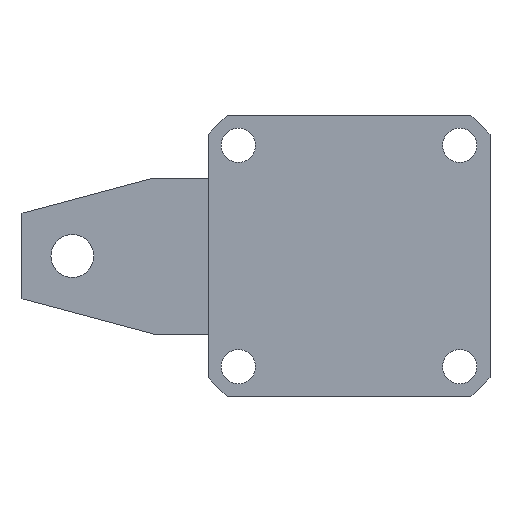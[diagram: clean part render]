
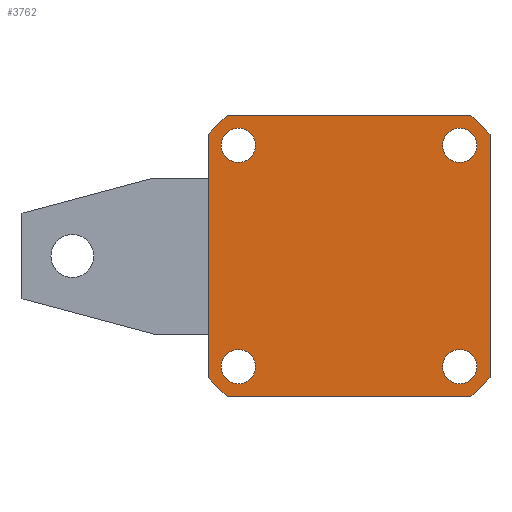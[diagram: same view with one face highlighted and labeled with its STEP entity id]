
A CAD part, front view. The second image highlights one B-rep face of the part: STEP entity #3762.
In plain terms, the highlighted planar face has unit normal (0, -1, 0).
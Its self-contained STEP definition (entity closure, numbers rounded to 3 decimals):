
#156 = DIRECTION ( 'NONE',  ( -1., 0., 0. ) ) ;
#157 = CARTESIAN_POINT ( 'NONE',  ( -28., 0., -28. ) ) ;
#191 = DIRECTION ( 'NONE',  ( 0., 0., -1. ) ) ;
#193 = CARTESIAN_POINT ( 'NONE',  ( 28., 0., 28. ) ) ;
#211 = VECTOR ( 'NONE', #156, 1000. ) ;
#234 = VERTEX_POINT ( 'NONE', #4863 ) ;
#255 = FACE_OUTER_BOUND ( 'NONE', #2932, .T. ) ;
#348 = FACE_BOUND ( 'NONE', #2836, .T. ) ;
#357 = FACE_BOUND ( 'NONE', #2827, .T. ) ;
#358 = FACE_BOUND ( 'NONE', #2905, .T. ) ;
#359 = FACE_BOUND ( 'NONE', #2854, .T. ) ;
#409 = VERTEX_POINT ( 'NONE', #4932 ) ;
#477 = LINE ( 'NONE', #5077, #885 ) ;
#545 = CIRCLE ( 'NONE', #1371, 3.4 ) ;
#568 = VECTOR ( 'NONE', #5223, 1000. ) ;
#569 = CIRCLE ( 'NONE', #1087, 37. ) ;
#679 = VERTEX_POINT ( 'NONE', #4893 ) ;
#683 = CIRCLE ( 'NONE', #1369, 37. ) ;
#688 = CIRCLE ( 'NONE', #933, 3.4 ) ;
#699 = CIRCLE ( 'NONE', #1335, 3.4 ) ;
#785 = CIRCLE ( 'NONE', #1433, 3.4 ) ;
#845 = CIRCLE ( 'NONE', #1155, 3.4 ) ;
#874 = CIRCLE ( 'NONE', #1417, 37. ) ;
#885 = VECTOR ( 'NONE', #5075, 1000. ) ;
#895 = LINE ( 'NONE', #5261, #568 ) ;
#926 = VECTOR ( 'NONE', #191, 1000. ) ;
#933 = AXIS2_PLACEMENT_3D ( 'NONE', #4462, #4461, #4460 ) ;
#982 = LINE ( 'NONE', #157, #211 ) ;
#989 = VERTEX_POINT ( 'NONE', #4780 ) ;
#1030 = CIRCLE ( 'NONE', #1427, 3.4 ) ;
#1037 = CIRCLE ( 'NONE', #1441, 3.4 ) ;
#1043 = CIRCLE ( 'NONE', #1120, 37. ) ;
#1084 = CIRCLE ( 'NONE', #1378, 3.4 ) ;
#1087 = AXIS2_PLACEMENT_3D ( 'NONE', #3905, #3904, #3903 ) ;
#1120 = AXIS2_PLACEMENT_3D ( 'NONE', #3900, #3899, #3898 ) ;
#1155 = AXIS2_PLACEMENT_3D ( 'NONE', #2318, #2317, #2316 ) ;
#1198 = LINE ( 'NONE', #193, #926 ) ;
#1234 = EDGE_CURVE ( 'NONE', #2743, #234, #845, .T. ) ;
#1335 = AXIS2_PLACEMENT_3D ( 'NONE', #5046, #5045, #5044 ) ;
#1369 = AXIS2_PLACEMENT_3D ( 'NONE', #3912, #3910, #3909 ) ;
#1371 = AXIS2_PLACEMENT_3D ( 'NONE', #5158, #5154, #5153 ) ;
#1378 = AXIS2_PLACEMENT_3D ( 'NONE', #5072, #5070, #5069 ) ;
#1401 = AXIS2_PLACEMENT_3D ( 'NONE', #4079, #3964, #4262 ) ;
#1417 = AXIS2_PLACEMENT_3D ( 'NONE', #5169, #5155, #5141 ) ;
#1427 = AXIS2_PLACEMENT_3D ( 'NONE', #4458, #4457, #4456 ) ;
#1433 = AXIS2_PLACEMENT_3D ( 'NONE', #4501, #4499, #4494 ) ;
#1441 = AXIS2_PLACEMENT_3D ( 'NONE', #4357, #4355, #4354 ) ;
#2316 = DIRECTION ( 'NONE',  ( 0., 0., -1. ) ) ;
#2317 = DIRECTION ( 'NONE',  ( 0., -1., 0. ) ) ;
#2318 = CARTESIAN_POINT ( 'NONE',  ( 22., 0., -22. ) ) ;
#2714 = VERTEX_POINT ( 'NONE', #5776 ) ;
#2718 = VERTEX_POINT ( 'NONE', #5772 ) ;
#2719 = VERTEX_POINT ( 'NONE', #5771 ) ;
#2723 = VERTEX_POINT ( 'NONE', #5763 ) ;
#2729 = VERTEX_POINT ( 'NONE', #5750 ) ;
#2734 = VERTEX_POINT ( 'NONE', #5744 ) ;
#2739 = VERTEX_POINT ( 'NONE', #5738 ) ;
#2743 = VERTEX_POINT ( 'NONE', #5732 ) ;
#2748 = VERTEX_POINT ( 'NONE', #5725 ) ;
#2760 = VERTEX_POINT ( 'NONE', #5709 ) ;
#2827 = EDGE_LOOP ( 'NONE', ( #4590, #4591 ) ) ;
#2836 = EDGE_LOOP ( 'NONE', ( #4593, #4594 ) ) ;
#2854 = EDGE_LOOP ( 'NONE', ( #4602, #4603 ) ) ;
#2905 = EDGE_LOOP ( 'NONE', ( #4595, #4599 ) ) ;
#2932 = EDGE_LOOP ( 'NONE', ( #4607, #4611, #4633, #4632, #4621, #4619, #4618, #4596 ) ) ;
#3205 = VERTEX_POINT ( 'NONE', #5621 ) ;
#3217 = VERTEX_POINT ( 'NONE', #5591 ) ;
#3762 = ADVANCED_FACE ( 'NONE', ( #357, #348, #358, #359, #255 ), #4044, .T. ) ;
#3898 = DIRECTION ( 'NONE',  ( 0., 0., -1. ) ) ;
#3899 = DIRECTION ( 'NONE',  ( 0., -1., 0. ) ) ;
#3900 = CARTESIAN_POINT ( 'NONE',  ( 0., 0., 0. ) ) ;
#3903 = DIRECTION ( 'NONE',  ( 0., 0., -1. ) ) ;
#3904 = DIRECTION ( 'NONE',  ( 0., -1., 0. ) ) ;
#3905 = CARTESIAN_POINT ( 'NONE',  ( 0., 0., 0. ) ) ;
#3909 = DIRECTION ( 'NONE',  ( 0., 0., -1. ) ) ;
#3910 = DIRECTION ( 'NONE',  ( 0., -1., 0. ) ) ;
#3912 = CARTESIAN_POINT ( 'NONE',  ( 0., 0., 0. ) ) ;
#3964 = DIRECTION ( 'NONE',  ( 0., -1., 0. ) ) ;
#4044 = PLANE ( 'NONE',  #1401 ) ;
#4079 = CARTESIAN_POINT ( 'NONE',  ( 0., 0., 0. ) ) ;
#4262 = DIRECTION ( 'NONE',  ( 0., 0., -1. ) ) ;
#4354 = DIRECTION ( 'NONE',  ( 0., 0., -1. ) ) ;
#4355 = DIRECTION ( 'NONE',  ( 0., -1., 0. ) ) ;
#4357 = CARTESIAN_POINT ( 'NONE',  ( 22., 0., 22. ) ) ;
#4456 = DIRECTION ( 'NONE',  ( 0., 0., -1. ) ) ;
#4457 = DIRECTION ( 'NONE',  ( 0., -1., 0. ) ) ;
#4458 = CARTESIAN_POINT ( 'NONE',  ( -22., 0., 22. ) ) ;
#4460 = DIRECTION ( 'NONE',  ( 0., 0., -1. ) ) ;
#4461 = DIRECTION ( 'NONE',  ( 0., -1., 0. ) ) ;
#4462 = CARTESIAN_POINT ( 'NONE',  ( -22., 0., -22. ) ) ;
#4494 = DIRECTION ( 'NONE',  ( 0., 0., -1. ) ) ;
#4499 = DIRECTION ( 'NONE',  ( 0., -1., 0. ) ) ;
#4501 = CARTESIAN_POINT ( 'NONE',  ( -22., 0., 22. ) ) ;
#4590 = ORIENTED_EDGE ( 'NONE', *, *, #5428, .F. ) ;
#4591 = ORIENTED_EDGE ( 'NONE', *, *, #5455, .F. ) ;
#4593 = ORIENTED_EDGE ( 'NONE', *, *, #5345, .F. ) ;
#4594 = ORIENTED_EDGE ( 'NONE', *, *, #5478, .F. ) ;
#4595 = ORIENTED_EDGE ( 'NONE', *, *, #5351, .F. ) ;
#4596 = ORIENTED_EDGE ( 'NONE', *, *, #5510, .T. ) ;
#4599 = ORIENTED_EDGE ( 'NONE', *, *, #1234, .F. ) ;
#4602 = ORIENTED_EDGE ( 'NONE', *, *, #5332, .F. ) ;
#4603 = ORIENTED_EDGE ( 'NONE', *, *, #5454, .F. ) ;
#4607 = ORIENTED_EDGE ( 'NONE', *, *, #5385, .F. ) ;
#4611 = ORIENTED_EDGE ( 'NONE', *, *, #5488, .T. ) ;
#4618 = ORIENTED_EDGE ( 'NONE', *, *, #5344, .F. ) ;
#4619 = ORIENTED_EDGE ( 'NONE', *, *, #5298, .T. ) ;
#4621 = ORIENTED_EDGE ( 'NONE', *, *, #5319, .F. ) ;
#4632 = ORIENTED_EDGE ( 'NONE', *, *, #5509, .T. ) ;
#4633 = ORIENTED_EDGE ( 'NONE', *, *, #5373, .F. ) ;
#4780 = CARTESIAN_POINT ( 'NONE',  ( -22., 0., -18.6 ) ) ;
#4863 = CARTESIAN_POINT ( 'NONE',  ( 22., 0., -18.6 ) ) ;
#4893 = CARTESIAN_POINT ( 'NONE',  ( -22., 0., -25.4 ) ) ;
#4932 = CARTESIAN_POINT ( 'NONE',  ( 22., 0., 25.4 ) ) ;
#5044 = DIRECTION ( 'NONE',  ( 0., 0., -1. ) ) ;
#5045 = DIRECTION ( 'NONE',  ( 0., -1., 0. ) ) ;
#5046 = CARTESIAN_POINT ( 'NONE',  ( 22., 0., -22. ) ) ;
#5069 = DIRECTION ( 'NONE',  ( 0., 0., -1. ) ) ;
#5070 = DIRECTION ( 'NONE',  ( 0., -1., 0. ) ) ;
#5072 = CARTESIAN_POINT ( 'NONE',  ( 22., 0., 22. ) ) ;
#5075 = DIRECTION ( 'NONE',  ( 0., 0., 1. ) ) ;
#5077 = CARTESIAN_POINT ( 'NONE',  ( -28., 0., 28. ) ) ;
#5141 = DIRECTION ( 'NONE',  ( 0., 0., -1. ) ) ;
#5153 = DIRECTION ( 'NONE',  ( 0., 0., -1. ) ) ;
#5154 = DIRECTION ( 'NONE',  ( 0., -1., 0. ) ) ;
#5155 = DIRECTION ( 'NONE',  ( 0., -1., 0. ) ) ;
#5158 = CARTESIAN_POINT ( 'NONE',  ( -22., 0., -22. ) ) ;
#5169 = CARTESIAN_POINT ( 'NONE',  ( 0., 0., 0. ) ) ;
#5223 = DIRECTION ( 'NONE',  ( 1., 0., 0. ) ) ;
#5261 = CARTESIAN_POINT ( 'NONE',  ( -28., 0., 28. ) ) ;
#5298 = EDGE_CURVE ( 'NONE', #3205, #2714, #874, .T. ) ;
#5319 = EDGE_CURVE ( 'NONE', #3205, #2718, #895, .T. ) ;
#5332 = EDGE_CURVE ( 'NONE', #989, #679, #545, .T. ) ;
#5344 = EDGE_CURVE ( 'NONE', #2739, #2714, #477, .T. ) ;
#5345 = EDGE_CURVE ( 'NONE', #409, #2760, #1084, .T. ) ;
#5351 = EDGE_CURVE ( 'NONE', #234, #2743, #699, .T. ) ;
#5373 = EDGE_CURVE ( 'NONE', #2729, #2734, #1198, .T. ) ;
#5385 = EDGE_CURVE ( 'NONE', #2719, #2748, #982, .T. ) ;
#5428 = EDGE_CURVE ( 'NONE', #3217, #2723, #785, .T. ) ;
#5454 = EDGE_CURVE ( 'NONE', #679, #989, #688, .T. ) ;
#5455 = EDGE_CURVE ( 'NONE', #2723, #3217, #1030, .T. ) ;
#5478 = EDGE_CURVE ( 'NONE', #2760, #409, #1037, .T. ) ;
#5488 = EDGE_CURVE ( 'NONE', #2719, #2734, #683, .T. ) ;
#5509 = EDGE_CURVE ( 'NONE', #2729, #2718, #569, .T. ) ;
#5510 = EDGE_CURVE ( 'NONE', #2739, #2748, #1043, .T. ) ;
#5591 = CARTESIAN_POINT ( 'NONE',  ( -22., 0., 25.4 ) ) ;
#5621 = CARTESIAN_POINT ( 'NONE',  ( -24.187, 0., 28. ) ) ;
#5709 = CARTESIAN_POINT ( 'NONE',  ( 22., 0., 18.6 ) ) ;
#5725 = CARTESIAN_POINT ( 'NONE',  ( -24.187, 0., -28. ) ) ;
#5732 = CARTESIAN_POINT ( 'NONE',  ( 22., 0., -25.4 ) ) ;
#5738 = CARTESIAN_POINT ( 'NONE',  ( -28., 0., -24.187 ) ) ;
#5744 = CARTESIAN_POINT ( 'NONE',  ( 28., 0., -24.187 ) ) ;
#5750 = CARTESIAN_POINT ( 'NONE',  ( 28., 0., 24.187 ) ) ;
#5763 = CARTESIAN_POINT ( 'NONE',  ( -22., 0., 18.6 ) ) ;
#5771 = CARTESIAN_POINT ( 'NONE',  ( 24.187, 0., -28. ) ) ;
#5772 = CARTESIAN_POINT ( 'NONE',  ( 24.187, 0., 28. ) ) ;
#5776 = CARTESIAN_POINT ( 'NONE',  ( -28., 0., 24.187 ) ) ;
